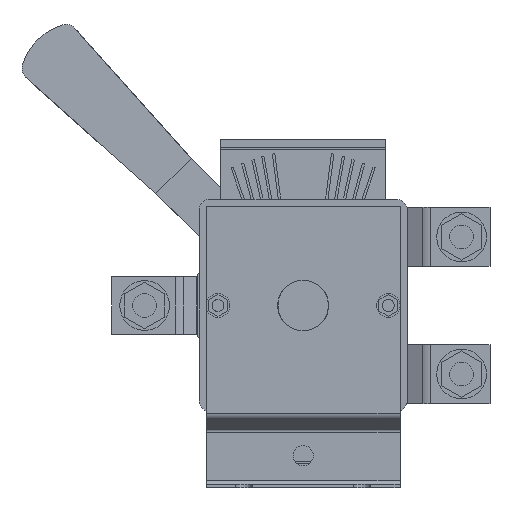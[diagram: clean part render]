
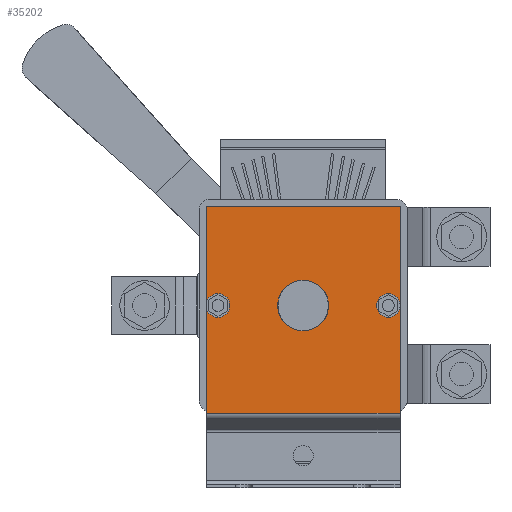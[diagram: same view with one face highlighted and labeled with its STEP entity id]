
A CAD part, left-side view. The second image highlights one B-rep face of the part: STEP entity #35202.
In plain terms, the highlighted planar face has unit normal (-1, 0, 0).
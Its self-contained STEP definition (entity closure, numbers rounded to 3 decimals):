
#207 = AXIS2_PLACEMENT_3D ( 'NONE', #65258, #25394, #71941 ) ;
#636 = DIRECTION ( 'NONE',  ( -1., 0., 0. ) ) ;
#698 = VERTEX_POINT ( 'NONE', #38435 ) ;
#2038 = DIRECTION ( 'NONE',  ( 0., 0., -1. ) ) ;
#2747 = CARTESIAN_POINT ( 'NONE',  ( -77., 41., 42. ) ) ;
#3266 = LINE ( 'NONE', #16683, #19115 ) ;
#4103 = LINE ( 'NONE', #62864, #22087 ) ;
#7061 = CARTESIAN_POINT ( 'NONE',  ( -77., 41., -45.518 ) ) ;
#9378 = EDGE_CURVE ( 'NONE', #26503, #26503, #30708, .T. ) ;
#9958 = ORIENTED_EDGE ( 'NONE', *, *, #85934, .F. ) ;
#10577 = LINE ( 'NONE', #58493, #79494 ) ;
#12248 = CIRCLE ( 'NONE', #38659, 5. ) ;
#12940 = ORIENTED_EDGE ( 'NONE', *, *, #62025, .F. ) ;
#13577 = CARTESIAN_POINT ( 'NONE',  ( -77., 41., -45.518 ) ) ;
#15618 = EDGE_CURVE ( 'NONE', #698, #61733, #4103, .T. ) ;
#16683 = CARTESIAN_POINT ( 'NONE',  ( -77., -41., 0. ) ) ;
#17821 = DIRECTION ( 'NONE',  ( 1., 0., 0. ) ) ;
#19066 = PLANE ( 'NONE',  #44568 ) ;
#19115 = VECTOR ( 'NONE', #63356, 1000. ) ;
#20034 = CIRCLE ( 'NONE', #22523, 5. ) ;
#20169 = FACE_OUTER_BOUND ( 'NONE', #52866, .T. ) ;
#20951 = DIRECTION ( 'NONE',  ( 0., 1., 0. ) ) ;
#22087 = VECTOR ( 'NONE', #69570, 1000. ) ;
#22523 = AXIS2_PLACEMENT_3D ( 'NONE', #40786, #636, #47518 ) ;
#24519 = ORIENTED_EDGE ( 'NONE', *, *, #70952, .F. ) ;
#25394 = DIRECTION ( 'NONE',  ( 1., 0., 0. ) ) ;
#26503 = VERTEX_POINT ( 'NONE', #31380 ) ;
#27483 = ORIENTED_EDGE ( 'NONE', *, *, #29138, .T. ) ;
#29138 = EDGE_CURVE ( 'NONE', #698, #698, #12248, .T. ) ;
#30708 = CIRCLE ( 'NONE', #207, 10.75 ) ;
#31380 = CARTESIAN_POINT ( 'NONE',  ( -77., 0., -10.75 ) ) ;
#32030 = DIRECTION ( 'NONE',  ( 0., 0., -1. ) ) ;
#33870 = VERTEX_POINT ( 'NONE', #51335 ) ;
#34126 = ORIENTED_EDGE ( 'NONE', *, *, #81488, .F. ) ;
#35202 = ADVANCED_FACE ( 'NONE', ( #69184, #20169 ), #19066, .T. ) ;
#38435 = CARTESIAN_POINT ( 'NONE',  ( -77., 41., 0. ) ) ;
#38659 = AXIS2_PLACEMENT_3D ( 'NONE', #57751, #17821, #64479 ) ;
#39195 = DIRECTION ( 'NONE',  ( 0., 0., -1. ) ) ;
#39679 = EDGE_CURVE ( 'NONE', #33870, #33870, #20034, .T. ) ;
#40786 = CARTESIAN_POINT ( 'NONE',  ( -77., -36., 0. ) ) ;
#41943 = CARTESIAN_POINT ( 'NONE',  ( -77., 41., 0. ) ) ;
#44185 = VERTEX_POINT ( 'NONE', #2747 ) ;
#44568 = AXIS2_PLACEMENT_3D ( 'NONE', #85436, #79040, #39195 ) ;
#47518 = DIRECTION ( 'NONE',  ( 0., 0., -1. ) ) ;
#47835 = CARTESIAN_POINT ( 'NONE',  ( -77., 164.669, 42. ) ) ;
#51335 = CARTESIAN_POINT ( 'NONE',  ( -77., -41., 0. ) ) ;
#52866 = EDGE_LOOP ( 'NONE', ( #53430, #27483, #73309, #24519, #12940, #68321, #9958, #34126 ) ) ;
#53164 = LINE ( 'NONE', #41943, #86470 ) ;
#53430 = ORIENTED_EDGE ( 'NONE', *, *, #64820, .T. ) ;
#56177 = LINE ( 'NONE', #7061, #85268 ) ;
#57751 = CARTESIAN_POINT ( 'NONE',  ( -77., 36., 0. ) ) ;
#58493 = CARTESIAN_POINT ( 'NONE',  ( -77., -41., 0. ) ) ;
#61733 = VERTEX_POINT ( 'NONE', #13577 ) ;
#62025 = EDGE_CURVE ( 'NONE', #33870, #80387, #3266, .T. ) ;
#62864 = CARTESIAN_POINT ( 'NONE',  ( -77., 41., 0. ) ) ;
#63356 = DIRECTION ( 'NONE',  ( 0., 0., -1. ) ) ;
#64479 = DIRECTION ( 'NONE',  ( 0., 0., -1. ) ) ;
#64820 = EDGE_CURVE ( 'NONE', #44185, #698, #53164, .T. ) ;
#65258 = CARTESIAN_POINT ( 'NONE',  ( -77., 0., 0. ) ) ;
#68321 = ORIENTED_EDGE ( 'NONE', *, *, #39679, .F. ) ;
#69184 = FACE_BOUND ( 'NONE', #77592, .T. ) ;
#69570 = DIRECTION ( 'NONE',  ( 0., 0., -1. ) ) ;
#69633 = CARTESIAN_POINT ( 'NONE',  ( -77., -41., 42. ) ) ;
#70952 = EDGE_CURVE ( 'NONE', #80387, #61733, #56177, .T. ) ;
#71941 = DIRECTION ( 'NONE',  ( 0., 0., -1. ) ) ;
#73309 = ORIENTED_EDGE ( 'NONE', *, *, #15618, .T. ) ;
#74054 = ORIENTED_EDGE ( 'NONE', *, *, #9378, .T. ) ;
#76131 = VERTEX_POINT ( 'NONE', #69633 ) ;
#77592 = EDGE_LOOP ( 'NONE', ( #74054 ) ) ;
#79035 = VECTOR ( 'NONE', #80977, 1000. ) ;
#79040 = DIRECTION ( 'NONE',  ( -1., 0., 0. ) ) ;
#79494 = VECTOR ( 'NONE', #32030, 1000. ) ;
#80387 = VERTEX_POINT ( 'NONE', #83186 ) ;
#80977 = DIRECTION ( 'NONE',  ( 0., -1., 0. ) ) ;
#81139 = LINE ( 'NONE', #47835, #79035 ) ;
#81488 = EDGE_CURVE ( 'NONE', #44185, #76131, #81139, .T. ) ;
#83186 = CARTESIAN_POINT ( 'NONE',  ( -77., -41., -45.518 ) ) ;
#85268 = VECTOR ( 'NONE', #20951, 1000. ) ;
#85436 = CARTESIAN_POINT ( 'NONE',  ( -77., 164.669, 0. ) ) ;
#85934 = EDGE_CURVE ( 'NONE', #76131, #33870, #10577, .T. ) ;
#86470 = VECTOR ( 'NONE', #2038, 1000. ) ;
